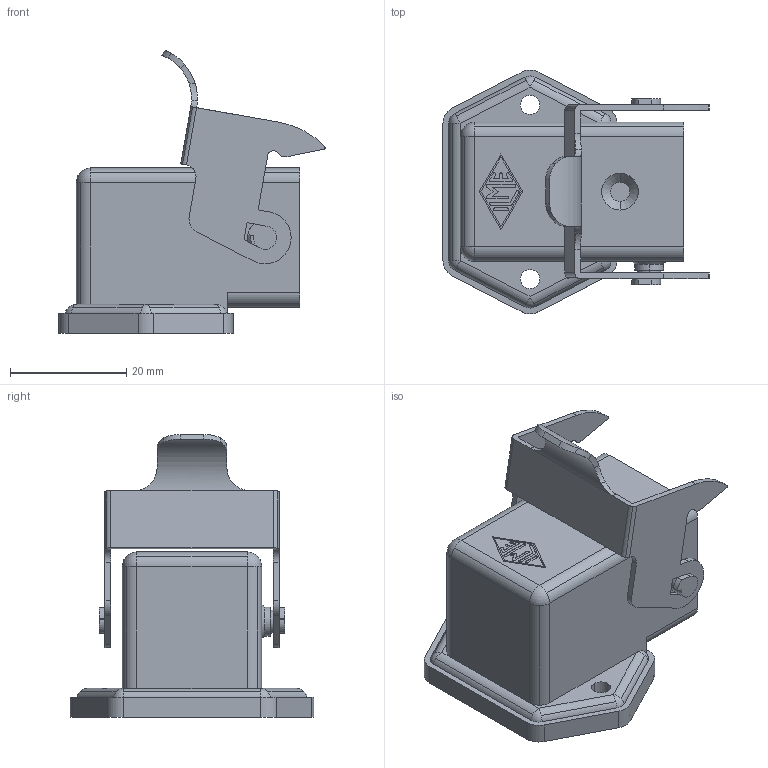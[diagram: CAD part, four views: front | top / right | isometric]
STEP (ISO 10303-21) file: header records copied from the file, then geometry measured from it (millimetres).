
FILE_DESCRIPTION((''),'2;1');
FILE_NAME('CKA 03 IA.stp','2006-12-07T10:28:12',('gembarski'),(''),'Autodesk Inventor 7','Autodesk Inventor 7','');
FILE_SCHEMA(('AUTOMOTIVE_DESIGN { 1 0 10303 214 1 1 1 1 }'));
Length unit declared in the file: millimetre
Products named in the file (1): CKA 03 IA
Bounding box: 45.84 x 42 x 48.73 mm (x, y, z)
Volume: 8157.8 mm3; surface area: 11561.4 mm2
Topology: 1 solids, 1 shells, 251 faces, 670 edges, 424 vertices
Faces by surface type: cylinder 109, plane 100, bspline 29, sphere 8, cone 5
Entity records: 8300 total; most frequent: CARTESIAN_POINT 1962, DIRECTION 1331, ORIENTED_EDGE 1328, EDGE_CURVE 664, AXIS2_PLACEMENT_3D 466, VERTEX_POINT 424, VECTOR 399, LINE 399
